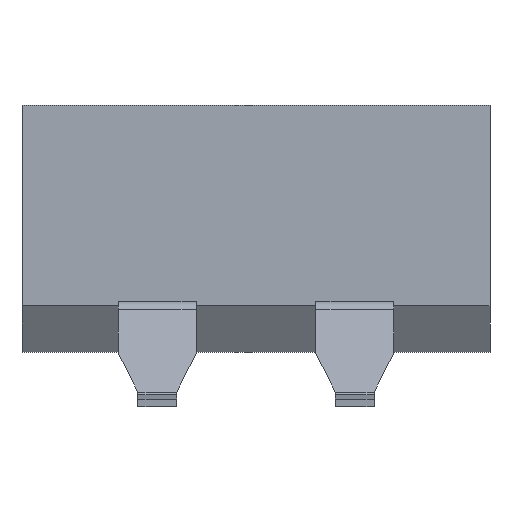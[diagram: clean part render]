
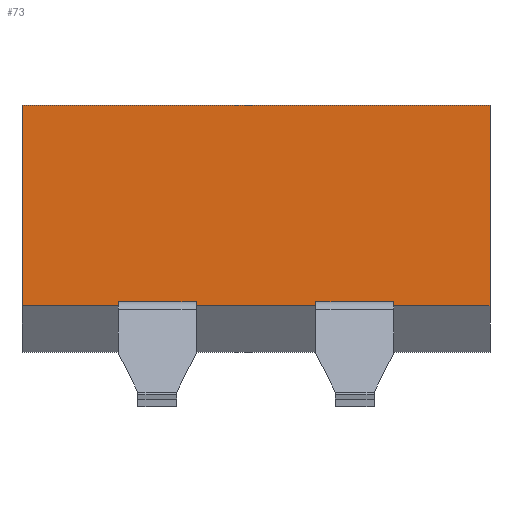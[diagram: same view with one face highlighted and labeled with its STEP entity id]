
A CAD part, front view. The second image highlights one B-rep face of the part: STEP entity #73.
In plain terms, the highlighted planar face has unit normal (0, -1, 0).
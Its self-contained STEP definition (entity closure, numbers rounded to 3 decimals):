
#21 = EDGE_CURVE('',#22,#24,#26,.T.);
#22 = VERTEX_POINT('',#23);
#23 = CARTESIAN_POINT('',(-3.01,-3.2,3.88));
#24 = VERTEX_POINT('',#25);
#25 = CARTESIAN_POINT('',(-3.01,-3.2,1.3));
#26 = LINE('',#27,#28);
#27 = CARTESIAN_POINT('',(-3.01,-3.2,3.88));
#28 = VECTOR('',#29,1.);
#29 = DIRECTION('',(0.,0.,-1.));
#73 = ADVANCED_FACE('',(#74),#163,.F.);
#74 = FACE_BOUND('',#75,.F.);
#75 = EDGE_LOOP('',(#76,#77,#85,#93,#101,#109,#117,#125,#133,#141,#149,
    #157));
#76 = ORIENTED_EDGE('',*,*,#21,.F.);
#77 = ORIENTED_EDGE('',*,*,#78,.T.);
#78 = EDGE_CURVE('',#22,#79,#81,.T.);
#79 = VERTEX_POINT('',#80);
#80 = CARTESIAN_POINT('',(3.01,-3.2,3.88));
#81 = LINE('',#82,#83);
#82 = CARTESIAN_POINT('',(-3.01,-3.2,3.88));
#83 = VECTOR('',#84,1.);
#84 = DIRECTION('',(1.,0.,0.));
#85 = ORIENTED_EDGE('',*,*,#86,.T.);
#86 = EDGE_CURVE('',#79,#87,#89,.T.);
#87 = VERTEX_POINT('',#88);
#88 = CARTESIAN_POINT('',(3.01,-3.2,1.3));
#89 = LINE('',#90,#91);
#90 = CARTESIAN_POINT('',(3.01,-3.2,3.88));
#91 = VECTOR('',#92,1.);
#92 = DIRECTION('',(0.,0.,-1.));
#93 = ORIENTED_EDGE('',*,*,#94,.F.);
#94 = EDGE_CURVE('',#95,#87,#97,.T.);
#95 = VERTEX_POINT('',#96);
#96 = CARTESIAN_POINT('',(1.77,-3.2,1.3));
#97 = LINE('',#98,#99);
#98 = CARTESIAN_POINT('',(-3.01,-3.2,1.3));
#99 = VECTOR('',#100,1.);
#100 = DIRECTION('',(1.,0.,0.));
#101 = ORIENTED_EDGE('',*,*,#102,.T.);
#102 = EDGE_CURVE('',#95,#103,#105,.T.);
#103 = VERTEX_POINT('',#104);
#104 = CARTESIAN_POINT('',(1.77,-3.2,1.35));
#105 = LINE('',#106,#107);
#106 = CARTESIAN_POINT('',(1.77,-3.2,2.565));
#107 = VECTOR('',#108,1.);
#108 = DIRECTION('',(0.,0.,1.));
#109 = ORIENTED_EDGE('',*,*,#110,.T.);
#110 = EDGE_CURVE('',#103,#111,#113,.T.);
#111 = VERTEX_POINT('',#112);
#112 = CARTESIAN_POINT('',(0.77,-3.2,1.35));
#113 = LINE('',#114,#115);
#114 = CARTESIAN_POINT('',(-0.62,-3.2,1.35));
#115 = VECTOR('',#116,1.);
#116 = DIRECTION('',(-1.,0.,0.));
#117 = ORIENTED_EDGE('',*,*,#118,.F.);
#118 = EDGE_CURVE('',#119,#111,#121,.T.);
#119 = VERTEX_POINT('',#120);
#120 = CARTESIAN_POINT('',(0.77,-3.2,1.3));
#121 = LINE('',#122,#123);
#122 = CARTESIAN_POINT('',(0.77,-3.2,2.565));
#123 = VECTOR('',#124,1.);
#124 = DIRECTION('',(0.,0.,1.));
#125 = ORIENTED_EDGE('',*,*,#126,.F.);
#126 = EDGE_CURVE('',#127,#119,#129,.T.);
#127 = VERTEX_POINT('',#128);
#128 = CARTESIAN_POINT('',(-0.77,-3.2,1.3));
#129 = LINE('',#130,#131);
#130 = CARTESIAN_POINT('',(-3.01,-3.2,1.3));
#131 = VECTOR('',#132,1.);
#132 = DIRECTION('',(1.,0.,0.));
#133 = ORIENTED_EDGE('',*,*,#134,.T.);
#134 = EDGE_CURVE('',#127,#135,#137,.T.);
#135 = VERTEX_POINT('',#136);
#136 = CARTESIAN_POINT('',(-0.77,-3.2,1.35));
#137 = LINE('',#138,#139);
#138 = CARTESIAN_POINT('',(-0.77,-3.2,2.565));
#139 = VECTOR('',#140,1.);
#140 = DIRECTION('',(0.,0.,1.));
#141 = ORIENTED_EDGE('',*,*,#142,.T.);
#142 = EDGE_CURVE('',#135,#143,#145,.T.);
#143 = VERTEX_POINT('',#144);
#144 = CARTESIAN_POINT('',(-1.77,-3.2,1.35));
#145 = LINE('',#146,#147);
#146 = CARTESIAN_POINT('',(-1.89,-3.2,1.35));
#147 = VECTOR('',#148,1.);
#148 = DIRECTION('',(-1.,0.,0.));
#149 = ORIENTED_EDGE('',*,*,#150,.F.);
#150 = EDGE_CURVE('',#151,#143,#153,.T.);
#151 = VERTEX_POINT('',#152);
#152 = CARTESIAN_POINT('',(-1.77,-3.2,1.3));
#153 = LINE('',#154,#155);
#154 = CARTESIAN_POINT('',(-1.77,-3.2,2.565));
#155 = VECTOR('',#156,1.);
#156 = DIRECTION('',(0.,0.,1.));
#157 = ORIENTED_EDGE('',*,*,#158,.F.);
#158 = EDGE_CURVE('',#24,#151,#159,.T.);
#159 = LINE('',#160,#161);
#160 = CARTESIAN_POINT('',(-3.01,-3.2,1.3));
#161 = VECTOR('',#162,1.);
#162 = DIRECTION('',(1.,0.,0.));
#163 = PLANE('',#164);
#164 = AXIS2_PLACEMENT_3D('',#165,#166,#167);
#165 = CARTESIAN_POINT('',(-3.01,-3.2,3.88));
#166 = DIRECTION('',(0.,1.,0.));
#167 = DIRECTION('',(0.,0.,-1.));
